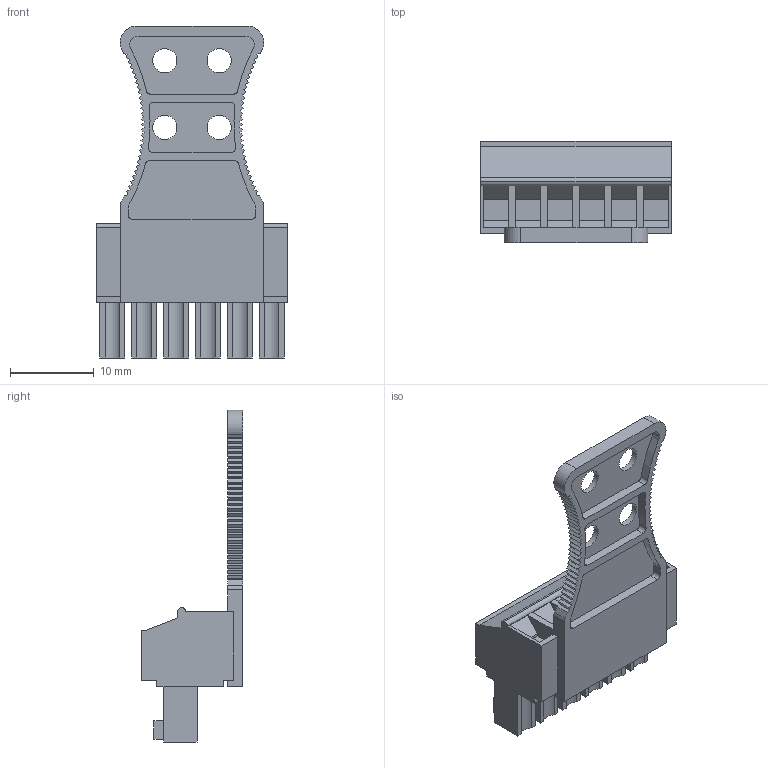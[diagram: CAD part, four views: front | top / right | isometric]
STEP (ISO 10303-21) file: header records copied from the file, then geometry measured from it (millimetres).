
FILE_DESCRIPTION(('CATIA V5 STEP Exchange','CAx-IF Rec.Pracs.--- Model Styling and Organization---1.2---2011-12-15'),'2;1');
FILE_NAME ('D1448172_0_1071960000_1071960000.stp','2018-09-19T14:42:37+00:00',('none'),('Weidmueller'),'CATIA Version 5-6 Release 2014','CATIA V5 STEP AP214','none');
FILE_SCHEMA(('AUTOMOTIVE_DESIGN { 1 0 10303 214 1 1 1 1 }'));
Length unit declared in the file: millimetre
Products named in the file (1): 1071960000
Bounding box: 22.86 x 12.2 x 39.75 mm (x, y, z)
Volume: 2724 mm3; surface area: 3361.4 mm2
Topology: 2 solids, 2 shells, 360 faces, 983 edges, 654 vertices
Faces by surface type: plane 286, cylinder 62, cone 12
Entity records: 10629 total; most frequent: ORIENTED_EDGE 1966, CARTESIAN_POINT 1888, DIRECTION 1483, EDGE_CURVE 983, VECTOR 835, LINE 835, VERTEX_POINT 654, AXIS2_PLACEMENT_3D 399
